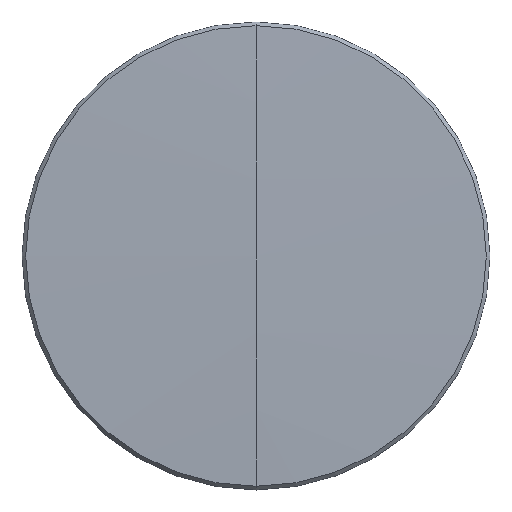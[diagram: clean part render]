
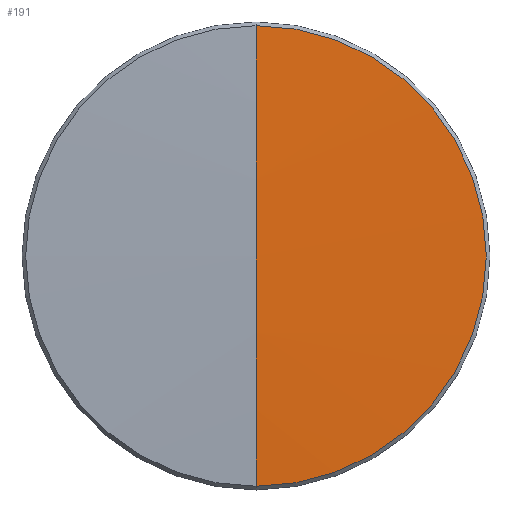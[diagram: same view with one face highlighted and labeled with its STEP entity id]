
A CAD part, top view. The second image highlights one B-rep face of the part: STEP entity #191.
In plain terms, the highlighted spherical face has radius 325.41 mm.
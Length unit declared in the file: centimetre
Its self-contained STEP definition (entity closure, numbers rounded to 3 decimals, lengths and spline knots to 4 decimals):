
#2 = VERTEX_POINT ( 'NONE', #49 ) ;
#17 = AXIS2_PLACEMENT_3D ( 'NONE', #95, #221, #176 ) ;
#27 = ORIENTED_EDGE ( 'NONE', *, *, #108, .F. ) ;
#41 = CARTESIAN_POINT ( 'NONE',  ( 0., 0., -32.429 ) ) ;
#49 = CARTESIAN_POINT ( 'NONE',  ( 0., 1.25, 0.088 ) ) ;
#52 = CARTESIAN_POINT ( 'NONE',  ( 0., 0., -32.429 ) ) ;
#60 = DIRECTION ( 'NONE',  ( 0., 0., 1. ) ) ;
#63 = DIRECTION ( 'NONE',  ( 0., 1., 0. ) ) ;
#65 = SPHERICAL_SURFACE ( 'NONE', #17, 32.541 ) ;
#83 = AXIS2_PLACEMENT_3D ( 'NONE', #41, #220, #260 ) ;
#85 = FACE_OUTER_BOUND ( 'NONE', #187, .T. ) ;
#95 = CARTESIAN_POINT ( 'NONE',  ( 0., 0., -32.429 ) ) ;
#105 = DIRECTION ( 'NONE',  ( -1., 0., 0. ) ) ;
#108 = EDGE_CURVE ( 'NONE', #181, #2, #208, .T. ) ;
#134 = DIRECTION ( 'NONE',  ( 0., 0., 1. ) ) ;
#144 = ORIENTED_EDGE ( 'NONE', *, *, #149, .T. ) ;
#149 = EDGE_CURVE ( 'NONE', #181, #171, #222, .T. ) ;
#171 = VERTEX_POINT ( 'NONE', #277 ) ;
#173 = AXIS2_PLACEMENT_3D ( 'NONE', #52, #105, #134 ) ;
#176 = DIRECTION ( 'NONE',  ( 0., 1., 0. ) ) ;
#181 = VERTEX_POINT ( 'NONE', #280 ) ;
#187 = EDGE_LOOP ( 'NONE', ( #27, #144, #202 ) ) ;
#191 = ADVANCED_FACE ( 'NONE', ( #85 ), #65, .T. ) ;
#202 = ORIENTED_EDGE ( 'NONE', *, *, #263, .T. ) ;
#208 = CIRCLE ( 'NONE', #173, 32.541 ) ;
#213 = CARTESIAN_POINT ( 'NONE',  ( 0., 0., 0.088 ) ) ;
#220 = DIRECTION ( 'NONE',  ( 1., 0., 0. ) ) ;
#221 = DIRECTION ( 'NONE',  ( 1., 0., 0. ) ) ;
#222 = CIRCLE ( 'NONE', #83, 32.541 ) ;
#260 = DIRECTION ( 'NONE',  ( 0., 1., 0. ) ) ;
#263 = EDGE_CURVE ( 'NONE', #171, #2, #269, .T. ) ;
#268 = AXIS2_PLACEMENT_3D ( 'NONE', #213, #60, #63 ) ;
#269 = CIRCLE ( 'NONE', #268, 1.25 ) ;
#277 = CARTESIAN_POINT ( 'NONE',  ( 0., -1.25, 0.088 ) ) ;
#280 = CARTESIAN_POINT ( 'NONE',  ( 0., 0., 0.112 ) ) ;
